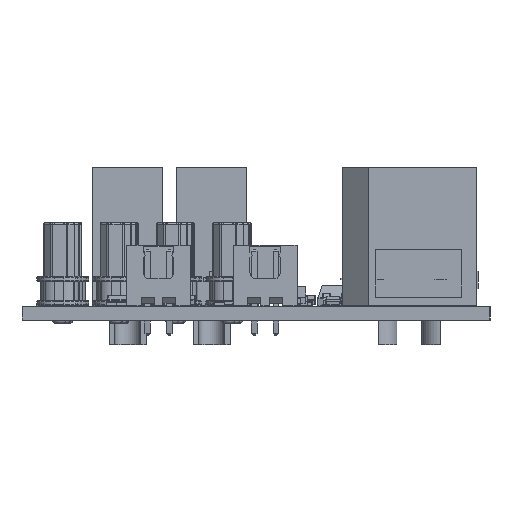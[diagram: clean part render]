
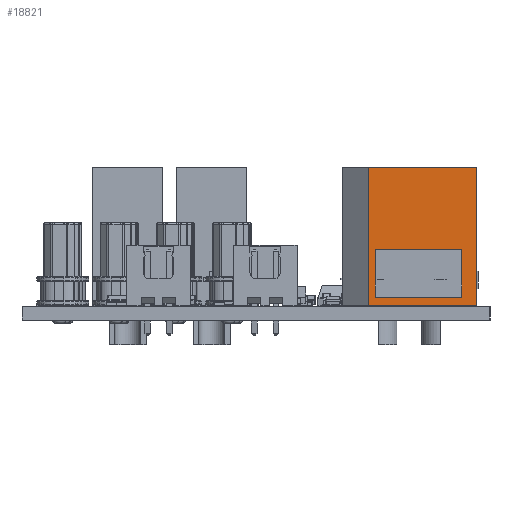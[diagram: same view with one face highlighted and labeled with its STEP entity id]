
A CAD part, left-side view. The second image highlights one B-rep face of the part: STEP entity #18821.
In plain terms, the highlighted face is planar.
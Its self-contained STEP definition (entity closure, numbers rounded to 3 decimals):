
#17463 = EDGE_CURVE('',#17464,#17466,#17468,.T.);
#17464 = VERTEX_POINT('',#17465);
#17465 = CARTESIAN_POINT('',(-0.349,-4.05,1.));
#17466 = VERTEX_POINT('',#17467);
#17467 = CARTESIAN_POINT('',(-0.349,-4.05,6.5));
#17468 = LINE('',#17469,#17470);
#17469 = CARTESIAN_POINT('',(-0.349,-4.05,0.5));
#17470 = VECTOR('',#17471,1.);
#17471 = DIRECTION('',(0.,0.,1.));
#17503 = EDGE_CURVE('',#17504,#17464,#17506,.T.);
#17504 = VERTEX_POINT('',#17505);
#17505 = CARTESIAN_POINT('',(9.651,-4.05,1.));
#17506 = LINE('',#17507,#17508);
#17507 = CARTESIAN_POINT('',(4.25,-4.05,1.));
#17508 = VECTOR('',#17509,1.);
#17509 = DIRECTION('',(-1.,0.,0.));
#17534 = EDGE_CURVE('',#17535,#17504,#17537,.T.);
#17535 = VERTEX_POINT('',#17536);
#17536 = CARTESIAN_POINT('',(9.651,-4.05,6.5));
#17537 = LINE('',#17538,#17539);
#17538 = CARTESIAN_POINT('',(9.651,-4.05,3.25));
#17539 = VECTOR('',#17540,1.);
#17540 = DIRECTION('',(0.,0.,-1.));
#17565 = EDGE_CURVE('',#17466,#17535,#17566,.T.);
#17566 = LINE('',#17567,#17568);
#17567 = CARTESIAN_POINT('',(-0.75,-4.05,6.5));
#17568 = VECTOR('',#17569,1.);
#17569 = DIRECTION('',(1.,0.,0.));
#18821 = ADVANCED_FACE('',(#18822,#18856),#18862,.T.);
#18822 = FACE_BOUND('',#18823,.T.);
#18823 = EDGE_LOOP('',(#18824,#18834,#18842,#18850));
#18824 = ORIENTED_EDGE('',*,*,#18825,.F.);
#18825 = EDGE_CURVE('',#18826,#18828,#18830,.T.);
#18826 = VERTEX_POINT('',#18827);
#18827 = CARTESIAN_POINT('',(11.35,-4.05,0.));
#18828 = VERTEX_POINT('',#18829);
#18829 = CARTESIAN_POINT('',(-1.15,-4.05,0.));
#18830 = LINE('',#18831,#18832);
#18831 = CARTESIAN_POINT('',(11.35,-4.05,0.));
#18832 = VECTOR('',#18833,1.);
#18833 = DIRECTION('',(-1.,0.,0.));
#18834 = ORIENTED_EDGE('',*,*,#18835,.T.);
#18835 = EDGE_CURVE('',#18826,#18836,#18838,.T.);
#18836 = VERTEX_POINT('',#18837);
#18837 = CARTESIAN_POINT('',(11.35,-4.05,16.));
#18838 = LINE('',#18839,#18840);
#18839 = CARTESIAN_POINT('',(11.35,-4.05,0.));
#18840 = VECTOR('',#18841,1.);
#18841 = DIRECTION('',(0.,0.,1.));
#18842 = ORIENTED_EDGE('',*,*,#18843,.F.);
#18843 = EDGE_CURVE('',#18844,#18836,#18846,.T.);
#18844 = VERTEX_POINT('',#18845);
#18845 = CARTESIAN_POINT('',(-1.15,-4.05,16.));
#18846 = LINE('',#18847,#18848);
#18847 = CARTESIAN_POINT('',(11.35,-4.05,16.));
#18848 = VECTOR('',#18849,1.);
#18849 = DIRECTION('',(1.,0.,0.));
#18850 = ORIENTED_EDGE('',*,*,#18851,.F.);
#18851 = EDGE_CURVE('',#18828,#18844,#18852,.T.);
#18852 = LINE('',#18853,#18854);
#18853 = CARTESIAN_POINT('',(-1.15,-4.05,0.));
#18854 = VECTOR('',#18855,1.);
#18855 = DIRECTION('',(0.,0.,1.));
#18856 = FACE_BOUND('',#18857,.T.);
#18857 = EDGE_LOOP('',(#18858,#18859,#18860,#18861));
#18858 = ORIENTED_EDGE('',*,*,#17463,.T.);
#18859 = ORIENTED_EDGE('',*,*,#17565,.T.);
#18860 = ORIENTED_EDGE('',*,*,#17534,.T.);
#18861 = ORIENTED_EDGE('',*,*,#17503,.T.);
#18862 = PLANE('',#18863);
#18863 = AXIS2_PLACEMENT_3D('',#18864,#18865,#18866);
#18864 = CARTESIAN_POINT('',(-1.15,-4.05,0.));
#18865 = DIRECTION('',(0.,-1.,0.));
#18866 = DIRECTION('',(1.,0.,0.));
